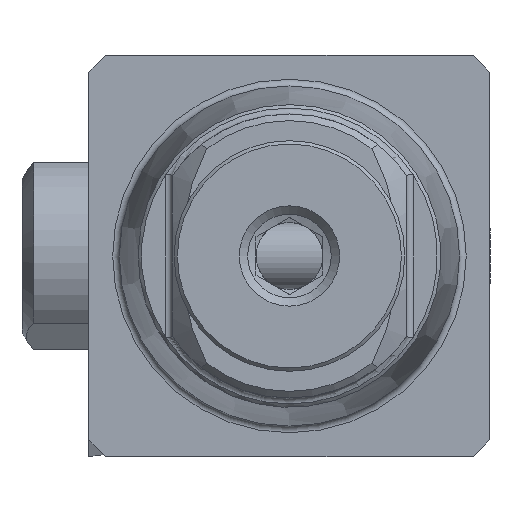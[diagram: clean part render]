
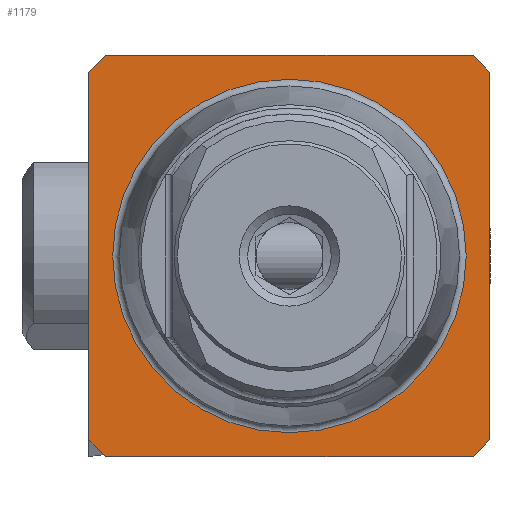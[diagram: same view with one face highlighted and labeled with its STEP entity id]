
A CAD part, left-side view. The second image highlights one B-rep face of the part: STEP entity #1179.
In plain terms, the highlighted planar face has unit normal (-1, 0, 0).
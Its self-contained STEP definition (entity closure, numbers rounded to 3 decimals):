
#14 = CARTESIAN_POINT ( 'NONE',  ( 0., 6., 0. ) ) ;
#26 = LINE ( 'NONE', #2133, #3375 ) ;
#64 = VERTEX_POINT ( 'NONE', #3470 ) ;
#108 = EDGE_CURVE ( 'NONE', #2879, #64, #4636, .T. ) ;
#339 = LINE ( 'NONE', #4373, #417 ) ;
#417 = VECTOR ( 'NONE', #3380, 1000. ) ;
#422 = VERTEX_POINT ( 'NONE', #5839 ) ;
#487 = VECTOR ( 'NONE', #3458, 1000. ) ;
#505 = DIRECTION ( 'NONE',  ( 0., 0.707, -0.707 ) ) ;
#567 = VECTOR ( 'NONE', #505, 1000. ) ;
#956 = CARTESIAN_POINT ( 'NONE',  ( 0., 6., 5.5 ) ) ;
#967 = DIRECTION ( 'NONE',  ( 0., -1., 0. ) ) ;
#1179 = ADVANCED_FACE ( 'NONE', ( #3931, #3094 ), #1761, .F. ) ;
#1221 = LINE ( 'NONE', #5937, #2056 ) ;
#1266 = CIRCLE ( 'NONE', #5884, 5.288 ) ;
#1302 = ORIENTED_EDGE ( 'NONE', *, *, #4433, .F. ) ;
#1340 = DIRECTION ( 'NONE',  ( 0., 0., 1. ) ) ;
#1371 = CARTESIAN_POINT ( 'NONE',  ( 0., 5.288, 0. ) ) ;
#1421 = EDGE_CURVE ( 'NONE', #3104, #3107, #1221, .T. ) ;
#1473 = CARTESIAN_POINT ( 'NONE',  ( 0., -6., -5.5 ) ) ;
#1563 = CARTESIAN_POINT ( 'NONE',  ( 0., -5.5, 6. ) ) ;
#1710 = DIRECTION ( 'NONE',  ( 0., 1., 0. ) ) ;
#1731 = LINE ( 'NONE', #5423, #487 ) ;
#1737 = CARTESIAN_POINT ( 'NONE',  ( 0., -5.5, -6. ) ) ;
#1761 = PLANE ( 'NONE',  #3832 ) ;
#2050 = CARTESIAN_POINT ( 'NONE',  ( 0., 0., 5.288 ) ) ;
#2056 = VECTOR ( 'NONE', #967, 1000. ) ;
#2133 = CARTESIAN_POINT ( 'NONE',  ( 0., 5.288, -6. ) ) ;
#2242 = ORIENTED_EDGE ( 'NONE', *, *, #108, .F. ) ;
#2253 = EDGE_CURVE ( 'NONE', #3465, #3107, #3387, .T. ) ;
#2265 = CARTESIAN_POINT ( 'NONE',  ( 0., 0., 0. ) ) ;
#2626 = ORIENTED_EDGE ( 'NONE', *, *, #3536, .T. ) ;
#2732 = EDGE_LOOP ( 'NONE', ( #2242, #4416, #3369, #2626, #1302, #6227, #5803, #5778 ) ) ;
#2856 = DIRECTION ( 'NONE',  ( 1., 0., 0. ) ) ;
#2879 = VERTEX_POINT ( 'NONE', #3258 ) ;
#3094 = FACE_OUTER_BOUND ( 'NONE', #2732, .T. ) ;
#3104 = VERTEX_POINT ( 'NONE', #5479 ) ;
#3107 = VERTEX_POINT ( 'NONE', #5374 ) ;
#3197 = VECTOR ( 'NONE', #4827, 1000. ) ;
#3258 = CARTESIAN_POINT ( 'NONE',  ( 0., 6., -5.5 ) ) ;
#3316 = EDGE_CURVE ( 'NONE', #5581, #422, #26, .T. ) ;
#3369 = ORIENTED_EDGE ( 'NONE', *, *, #3316, .F. ) ;
#3375 = VECTOR ( 'NONE', #1710, 1000. ) ;
#3380 = DIRECTION ( 'NONE',  ( 0., -0.707, 0.707 ) ) ;
#3387 = LINE ( 'NONE', #1563, #4059 ) ;
#3458 = DIRECTION ( 'NONE',  ( 0., 0., -1. ) ) ;
#3463 = EDGE_CURVE ( 'NONE', #4026, #4026, #1266, .T. ) ;
#3465 = VERTEX_POINT ( 'NONE', #5707 ) ;
#3470 = CARTESIAN_POINT ( 'NONE',  ( 0., 6., 5.5 ) ) ;
#3491 = DIRECTION ( 'NONE',  ( 0., 0.707, 0.707 ) ) ;
#3536 = EDGE_CURVE ( 'NONE', #5581, #3721, #339, .T. ) ;
#3579 = LINE ( 'NONE', #4379, #3197 ) ;
#3721 = VERTEX_POINT ( 'NONE', #1473 ) ;
#3724 = EDGE_CURVE ( 'NONE', #3104, #64, #3741, .T. ) ;
#3741 = LINE ( 'NONE', #956, #567 ) ;
#3832 = AXIS2_PLACEMENT_3D ( 'NONE', #1371, #2856, #4250 ) ;
#3931 = FACE_BOUND ( 'NONE', #5728, .T. ) ;
#4026 = VERTEX_POINT ( 'NONE', #2050 ) ;
#4059 = VECTOR ( 'NONE', #3491, 1000. ) ;
#4250 = DIRECTION ( 'NONE',  ( 0., 0., -1. ) ) ;
#4284 = DIRECTION ( 'NONE',  ( -1., 0., 0. ) ) ;
#4373 = CARTESIAN_POINT ( 'NONE',  ( 0., -6., -5.5 ) ) ;
#4379 = CARTESIAN_POINT ( 'NONE',  ( 0., 5.5, -6. ) ) ;
#4416 = ORIENTED_EDGE ( 'NONE', *, *, #5864, .T. ) ;
#4433 = EDGE_CURVE ( 'NONE', #3465, #3721, #1731, .T. ) ;
#4636 = LINE ( 'NONE', #14, #4705 ) ;
#4705 = VECTOR ( 'NONE', #5506, 1000. ) ;
#4827 = DIRECTION ( 'NONE',  ( 0., -0.707, -0.707 ) ) ;
#5374 = CARTESIAN_POINT ( 'NONE',  ( 0., -5.5, 6. ) ) ;
#5423 = CARTESIAN_POINT ( 'NONE',  ( 0., -6., 0. ) ) ;
#5479 = CARTESIAN_POINT ( 'NONE',  ( 0., 5.5, 6. ) ) ;
#5506 = DIRECTION ( 'NONE',  ( 0., 0., 1. ) ) ;
#5581 = VERTEX_POINT ( 'NONE', #1737 ) ;
#5707 = CARTESIAN_POINT ( 'NONE',  ( 0., -6., 5.5 ) ) ;
#5728 = EDGE_LOOP ( 'NONE', ( #6330 ) ) ;
#5778 = ORIENTED_EDGE ( 'NONE', *, *, #3724, .T. ) ;
#5803 = ORIENTED_EDGE ( 'NONE', *, *, #1421, .F. ) ;
#5839 = CARTESIAN_POINT ( 'NONE',  ( 0., 5.5, -6. ) ) ;
#5864 = EDGE_CURVE ( 'NONE', #2879, #422, #3579, .T. ) ;
#5884 = AXIS2_PLACEMENT_3D ( 'NONE', #2265, #4284, #1340 ) ;
#5937 = CARTESIAN_POINT ( 'NONE',  ( 0., 5.288, 6. ) ) ;
#6227 = ORIENTED_EDGE ( 'NONE', *, *, #2253, .T. ) ;
#6330 = ORIENTED_EDGE ( 'NONE', *, *, #3463, .F. ) ;
